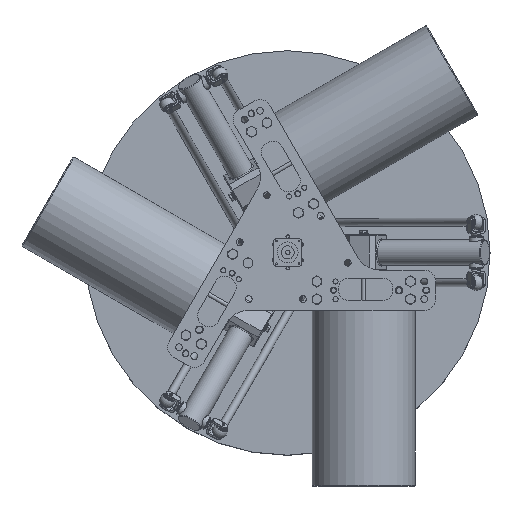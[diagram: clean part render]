
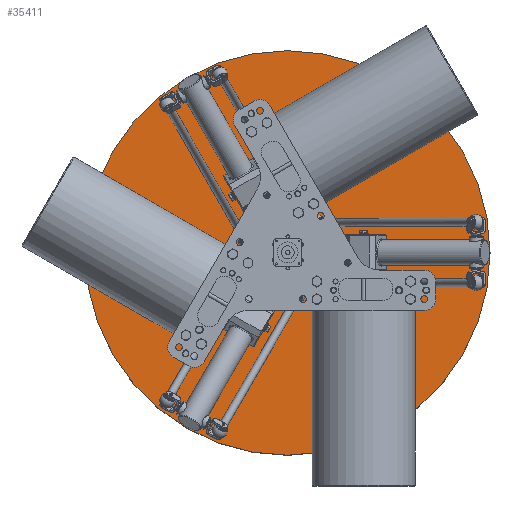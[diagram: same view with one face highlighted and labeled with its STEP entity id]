
A CAD part, top view. The second image highlights one B-rep face of the part: STEP entity #35411.
In plain terms, the highlighted face is planar.
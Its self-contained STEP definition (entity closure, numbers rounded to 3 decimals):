
#9119=PLANE('',#37892);
#10331=FACE_OUTER_BOUND('',#12579,.T.);
#12579=EDGE_LOOP('',(#25583));
#15572=CIRCLE('',#37893,400.);
#17314=VERTEX_POINT('',#52378);
#20685=EDGE_CURVE('',#17314,#17314,#15572,.T.);
#25583=ORIENTED_EDGE('',*,*,#20685,.F.);
#35411=ADVANCED_FACE('',(#10331),#9119,.T.);
#37892=AXIS2_PLACEMENT_3D('',#52377,#41898,#41899);
#37893=AXIS2_PLACEMENT_3D('',#52379,#41900,#41901);
#41898=DIRECTION('center_axis',(0.,0.,-1.));
#41899=DIRECTION('ref_axis',(-1.,0.,0.));
#41900=DIRECTION('center_axis',(0.,0.,1.));
#41901=DIRECTION('ref_axis',(0.,-1.,0.));
#52377=CARTESIAN_POINT('Origin',(0.,-200.,0.));
#52378=CARTESIAN_POINT('',(0.,-400.,0.));
#52379=CARTESIAN_POINT('Origin',(0.,0.,0.));
